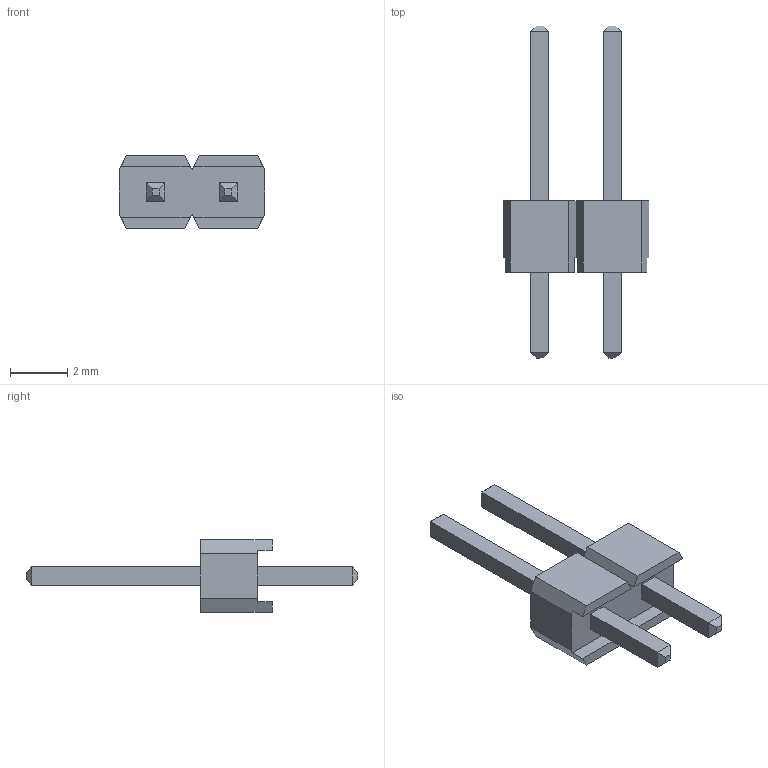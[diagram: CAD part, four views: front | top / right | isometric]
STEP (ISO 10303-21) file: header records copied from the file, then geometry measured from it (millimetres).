
FILE_DESCRIPTION(/* description */ (''),/* implementation_level */ '2;1');
FILE_NAME(/* name */ 'ULO-PH409-1_2SF11.step',/* time_stamp */ '2018-05-23T01:05:40+09:00',/* author */ ('atsushi.sasaki'),/* organization */ (''),/* preprocessor_version */ 'ST-DEVELOPER v17',/* originating_system */ 'Autodesk Translation Framework v7.1.0.215',/* authorisation */ '');
FILE_SCHEMA (('AUTOMOTIVE_DESIGN { 1 0 10303 214 3 1 1 }'));
Length unit declared in the file: millimetre
Products named in the file (3): ULO-PH409-1*2SF11 v1; 6130xx11121_PIN; 61300711121
Assembly tree (3 placements, depth 2):
  ULO-PH409-1*2SF11 v1
    6130xx11121_PIN  x2
    61300711121
Bounding box: 5.08 x 11.6 x 2.54 mm (x, y, z)
Volume: 34.2 mm3; surface area: 135 mm2
Topology: 3 solids, 3 shells, 60 faces, 146 edges, 92 vertices
Faces by surface type: plane 60
Entity records: 1517 total; most frequent: CARTESIAN_POINT 246, ORIENTED_EDGE 236, DIRECTION 222, LINE 118, VECTOR 118, EDGE_CURVE 118, VERTEX_POINT 76, AXIS2_PLACEMENT_3D 52
